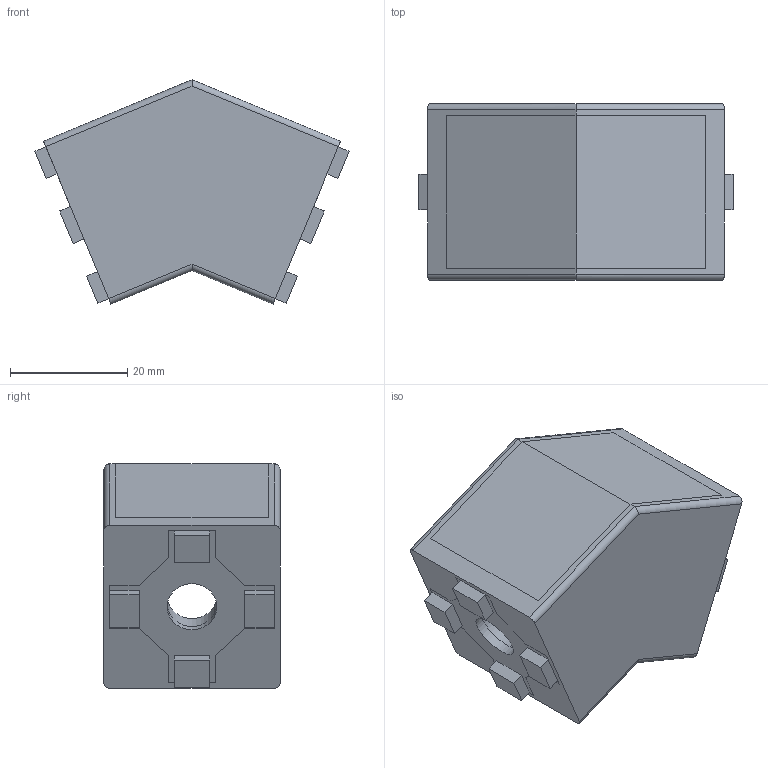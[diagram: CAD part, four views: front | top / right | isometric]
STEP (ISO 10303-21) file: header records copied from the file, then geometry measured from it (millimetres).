
FILE_DESCRIPTION((''),'2;1');
FILE_NAME('AR3848.stp','2018-10-23T15:37:24',('Envy'),(''),'Autodesk Inventor 2013','Autodesk Inventor 2013','');
FILE_SCHEMA(('AUTOMOTIVE_DESIGN { 1 0 10303 214 1 1 1 1 }'));
Length unit declared in the file: millimetre
Products named in the file (4): AR3848; AR3848A; Zaślepka do AR3848; Element ustalający rowek do AR3848
Assembly tree (4 placements, depth 2):
  AR3848
    AR3848A
    Zaślepka do AR3848
    Element ustalający rowek do AR3848  x2
Bounding box: 53.48 x 30 x 38.19 mm (x, y, z)
Volume: 18909.2 mm3; surface area: 15029.8 mm2
Topology: 4 solids, 4 shells, 178 faces, 460 edges, 292 vertices
Faces by surface type: plane 166, cylinder 12
Full cylindrical faces by diameter (mm): 8.5 x4
Entity records: 4063 total; most frequent: CARTESIAN_POINT 699, ORIENTED_EDGE 680, DIRECTION 640, EDGE_CURVE 340, VECTOR 322, LINE 322, VERTEX_POINT 218, AXIS2_PLACEMENT_3D 159
